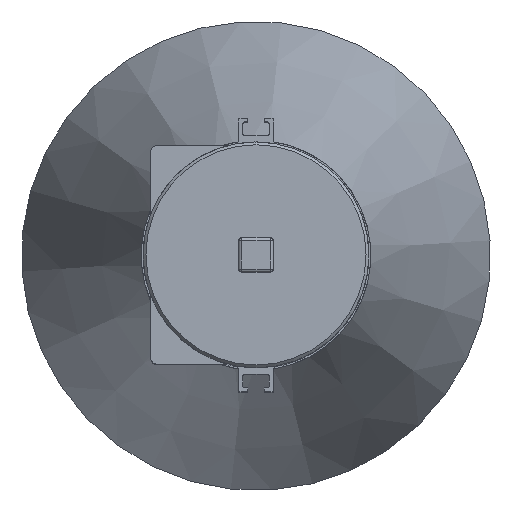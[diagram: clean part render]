
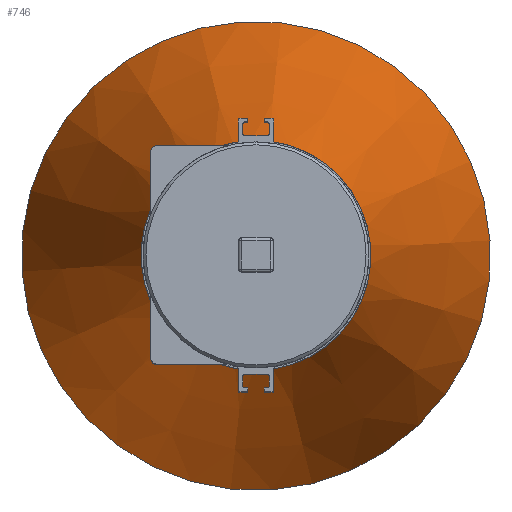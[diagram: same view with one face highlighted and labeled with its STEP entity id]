
A CAD part, top view. The second image highlights one B-rep face of the part: STEP entity #746.
In plain terms, the highlighted conical face has half-angle 19.148 degrees and reference radius 91.25 mm.
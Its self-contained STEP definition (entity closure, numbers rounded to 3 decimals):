
#746=ADVANCED_FACE('',(#2498,#2500),#2502,.T.);
#2498=FACE_OUTER_BOUND('',#2499,.T.);
#2499=EDGE_LOOP('',(#3885));
#2500=FACE_BOUND('',#2501,.T.);
#2501=EDGE_LOOP('',(#3886,#3887));
#2502=CONICAL_SURFACE('',#2503,91.25,0.334);
#2503=AXIS2_PLACEMENT_3D('',#2504,#2505,#2506);
#2504=CARTESIAN_POINT('',(0.,0.,-90.5));
#2505=DIRECTION('',(0.,0.,-1.));
#2506=DIRECTION('',(0.721,0.693,0.));
#3885=ORIENTED_EDGE('',*,*,#4810,.F.);
#3886=ORIENTED_EDGE('',*,*,#4782,.F.);
#3887=ORIENTED_EDGE('',*,*,#4781,.F.);
#4781=EDGE_CURVE('',#5491,#5492,#5493,.F.);
#4782=EDGE_CURVE('',#5492,#5491,#5494,.F.);
#4810=EDGE_CURVE('',#5539,#5539,#5540,.T.);
#5491=VERTEX_POINT('',#7505);
#5492=VERTEX_POINT('',#7506);
#5493=B_SPLINE_CURVE_WITH_KNOTS('',3,
(#7507,#7508,#7509,#7510,#7511,#7512,#7513,#7514,#7515,#7516,#7517,#7518,#7519,#7520,
#7521,#7522,#7523,#7524,#7525,#7526,#7527,#7528,#7529,#7530,#7531,#7532,#7533,#7534,
#7535,#7536,#7537,#7538,#7539,#7540,#7541,#7542,#7543,#7544,#7545,#7546,#7547,#7548,
#7549,#7550,#7551,#7552,#7553,#7554,#7555,#7556,#7557,#7558,#7559,#7560,#7561,#7562,
#7563,#7564,#7565,#7566,#7567,#7568,#7569,#7570,#7571,#7572,#7573,#7574,#7575,#7576),
.UNSPECIFIED.,.F.,.F.,
(4,1,1,1,1,1,1,1,1,1,1,1,1,3,1,1,1,1,1,1,1,1,1,1,1,1,1,1,1,1,1,1,1,1,1,1,1,1,3,1,
1,1,1,1,1,1,1,1,1,1,1,1,1,1,1,1,1,1,1,1,1,1,1,4),
(0.,0.016,0.032,0.048,0.064,0.08,
0.096,0.112,0.128,0.144,0.16,
0.176,0.192,0.2,0.216,0.232,
0.248,0.264,0.28,0.296,0.312,
0.328,0.344,0.36,0.376,0.392,
0.408,0.424,0.44,0.456,0.472,
0.488,0.504,0.52,0.536,0.552,
0.568,0.584,0.6,0.616,0.632,
0.648,0.664,0.68,0.696,0.712,
0.728,0.744,0.76,0.776,0.792,
0.808,0.824,0.84,0.856,0.872,
0.888,0.904,0.92,0.936,0.952,
0.968,0.984,1.),
.UNSPECIFIED.);
#5494=CIRCLE('',#7577,60.);
#5539=VERTEX_POINT('',#7702);
#5540=CIRCLE('',#7703,122.5);
#7505=CARTESIAN_POINT('',(43.284,41.551,-0.5));
#7506=CARTESIAN_POINT('',(-1.225,-59.987,-0.5));
#7507=CARTESIAN_POINT('',(-1.225,-59.987,-0.5));
#7508=CARTESIAN_POINT('',(-2.481,-59.962,-0.5));
#7509=CARTESIAN_POINT('',(-4.993,-59.831,-0.5));
#7510=CARTESIAN_POINT('',(-8.741,-59.4,-0.5));
#7511=CARTESIAN_POINT('',(-12.454,-58.734,-0.5));
#7512=CARTESIAN_POINT('',(-16.118,-57.836,-0.5));
#7513=CARTESIAN_POINT('',(-19.718,-56.709,-0.5));
#7514=CARTESIAN_POINT('',(-23.24,-55.359,-0.5));
#7515=CARTESIAN_POINT('',(-26.671,-53.79,-0.5));
#7516=CARTESIAN_POINT('',(-29.996,-52.009,-0.5));
#7517=CARTESIAN_POINT('',(-33.203,-50.023,-0.5));
#7518=CARTESIAN_POINT('',(-36.279,-47.839,-0.5));
#7519=CARTESIAN_POINT('',(-39.212,-45.466,-0.5));
#7520=CARTESIAN_POINT('',(-41.525,-43.341,-0.5));
#7521=CARTESIAN_POINT('',(-42.85,-42.003,-0.5));
#7522=CARTESIAN_POINT('',(-43.284,-41.551,-0.5));
#7523=CARTESIAN_POINT('',(-44.154,-40.645,-0.5));
#7524=CARTESIAN_POINT('',(-45.838,-38.777,-0.5));
#7525=CARTESIAN_POINT('',(-48.183,-35.822,-0.5));
#7526=CARTESIAN_POINT('',(-50.337,-32.725,-0.5));
#7527=CARTESIAN_POINT('',(-52.293,-29.499,-0.5));
#7528=CARTESIAN_POINT('',(-54.042,-26.157,-0.5));
#7529=CARTESIAN_POINT('',(-55.578,-22.711,-0.5));
#7530=CARTESIAN_POINT('',(-56.895,-19.176,-0.5));
#7531=CARTESIAN_POINT('',(-57.987,-15.565,-0.5));
#7532=CARTESIAN_POINT('',(-58.85,-11.893,-0.5));
#7533=CARTESIAN_POINT('',(-59.481,-8.174,-0.5));
#7534=CARTESIAN_POINT('',(-59.876,-4.422,-0.5));
#7535=CARTESIAN_POINT('',(-60.036,-0.653,-0.5));
#7536=CARTESIAN_POINT('',(-59.958,3.118,-0.5));
#7537=CARTESIAN_POINT('',(-59.644,6.878,-0.5));
#7538=CARTESIAN_POINT('',(-59.095,10.61,-0.5));
#7539=CARTESIAN_POINT('',(-58.312,14.3,-0.5));
#7540=CARTESIAN_POINT('',(-57.299,17.934,-0.5));
#7541=CARTESIAN_POINT('',(-56.059,21.497,-0.5));
#7542=CARTESIAN_POINT('',(-54.599,24.975,-0.5));
#7543=CARTESIAN_POINT('',(-52.922,28.354,-0.5));
#7544=CARTESIAN_POINT('',(-51.037,31.622,-0.5));
#7545=CARTESIAN_POINT('',(-48.951,34.765,-0.5));
#7546=CARTESIAN_POINT('',(-46.671,37.77,-0.5));
#7547=CARTESIAN_POINT('',(-44.21,40.623,-0.5));
#7548=CARTESIAN_POINT('',(-42.455,42.417,-0.5));
#7549=CARTESIAN_POINT('',(-41.551,43.284,-0.5));
#7550=CARTESIAN_POINT('',(-40.645,44.154,-0.5));
#7551=CARTESIAN_POINT('',(-38.777,45.838,-0.5));
#7552=CARTESIAN_POINT('',(-35.822,48.183,-0.5));
#7553=CARTESIAN_POINT('',(-32.725,50.337,-0.5));
#7554=CARTESIAN_POINT('',(-29.499,52.293,-0.5));
#7555=CARTESIAN_POINT('',(-26.157,54.042,-0.5));
#7556=CARTESIAN_POINT('',(-22.711,55.578,-0.5));
#7557=CARTESIAN_POINT('',(-19.176,56.895,-0.5));
#7558=CARTESIAN_POINT('',(-15.565,57.987,-0.5));
#7559=CARTESIAN_POINT('',(-11.893,58.85,-0.5));
#7560=CARTESIAN_POINT('',(-8.174,59.481,-0.5));
#7561=CARTESIAN_POINT('',(-4.422,59.876,-0.5));
#7562=CARTESIAN_POINT('',(-0.653,60.036,-0.5));
#7563=CARTESIAN_POINT('',(3.118,59.958,-0.5));
#7564=CARTESIAN_POINT('',(6.878,59.644,-0.5));
#7565=CARTESIAN_POINT('',(10.61,59.095,-0.5));
#7566=CARTESIAN_POINT('',(14.3,58.312,-0.5));
#7567=CARTESIAN_POINT('',(17.934,57.299,-0.5));
#7568=CARTESIAN_POINT('',(21.497,56.059,-0.5));
#7569=CARTESIAN_POINT('',(24.975,54.599,-0.5));
#7570=CARTESIAN_POINT('',(28.354,52.922,-0.5));
#7571=CARTESIAN_POINT('',(31.622,51.037,-0.5));
#7572=CARTESIAN_POINT('',(34.765,48.951,-0.5));
#7573=CARTESIAN_POINT('',(37.77,46.671,-0.5));
#7574=CARTESIAN_POINT('',(40.623,44.21,-0.5));
#7575=CARTESIAN_POINT('',(42.417,42.455,-0.5));
#7576=CARTESIAN_POINT('',(43.284,41.551,-0.5));
#7577=AXIS2_PLACEMENT_3D('',#7578,#7579,#7580);
#7578=CARTESIAN_POINT('',(0.,0.,-0.5));
#7579=DIRECTION('',(0.,0.,-1.));
#7580=DIRECTION('',(0.721,0.693,0.));
#7702=CARTESIAN_POINT('',(88.371,84.834,-180.5));
#7703=AXIS2_PLACEMENT_3D('',#7704,#7705,#7706);
#7704=CARTESIAN_POINT('',(0.,0.,-180.5));
#7705=DIRECTION('',(0.,0.,-1.));
#7706=DIRECTION('',(0.721,0.693,0.));
